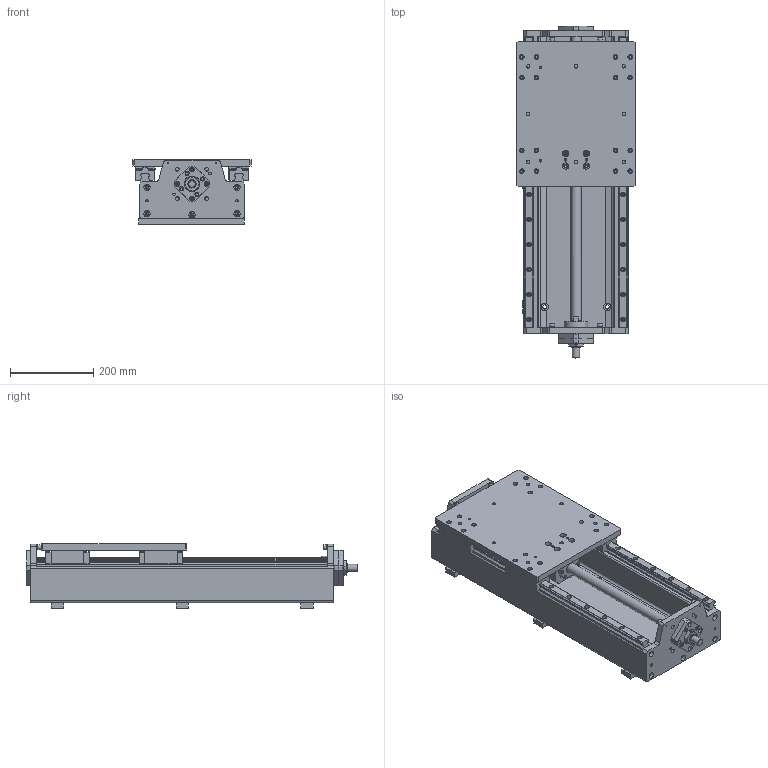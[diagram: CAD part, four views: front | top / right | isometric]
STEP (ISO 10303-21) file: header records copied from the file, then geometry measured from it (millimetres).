
FILE_DESCRIPTION((''),'2;1');
FILE_NAME('KK-HD-285-25-25XX-0700.stp','2009-03-22T19:37:28',('kurt'),(''),'Autodesk Inventor 2008','Autodesk Inventor 2008','');
FILE_SCHEMA(('AUTOMOTIVE_DESIGN { 1 0 10303 214 1 1 1 1 }'));
Length unit declared in the file: millimetre
Products named in the file (1): Part103
Bounding box: 285 x 799 x 155 mm (x, y, z)
Volume: 11373557.6 mm3; surface area: 1234111.2 mm2
Topology: 21 solids, 21 shells, 2338 faces, 6296 edges, 4142 vertices
Faces by surface type: plane 1516, cylinder 443, bspline 247, cone 116, torus 16
Full cylindrical faces by diameter (mm): 2.459 x4, 3 x4, 3.5 x4, 3.6 x1, 4 x1, 4.917 x39, 5.5 x4, 6 x30, 6.6 x30, 6.647 x14, 7 x24, 8 x4, 8.376 x8, 9 x18, 10 x4, 10.106 x6, 11 x52, 15 x18, 17 x1, 18 x6, 19 x1, 20 x4, 23 x1, 25 x3, 26 x1, 28.64 x4, 29.082 x2, 37 x2, 38 x1, 38.36 x4
Entity records: 77855 total; most frequent: CARTESIAN_POINT 19561, ORIENTED_EDGE 11548, DIRECTION 10460, EDGE_CURVE 5774, VECTOR 4200, LINE 4200, VERTEX_POINT 4024, AXIS2_PLACEMENT_3D 3130
